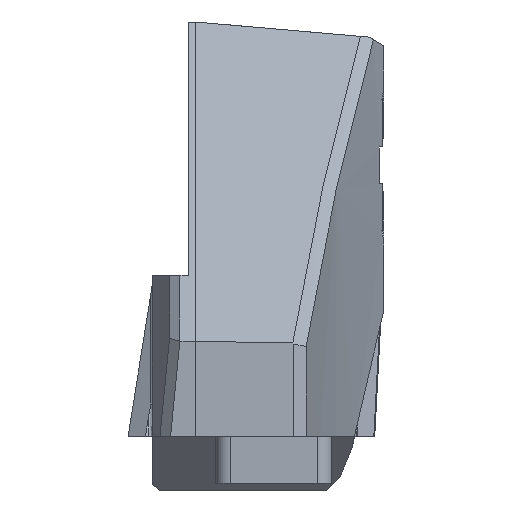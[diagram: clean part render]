
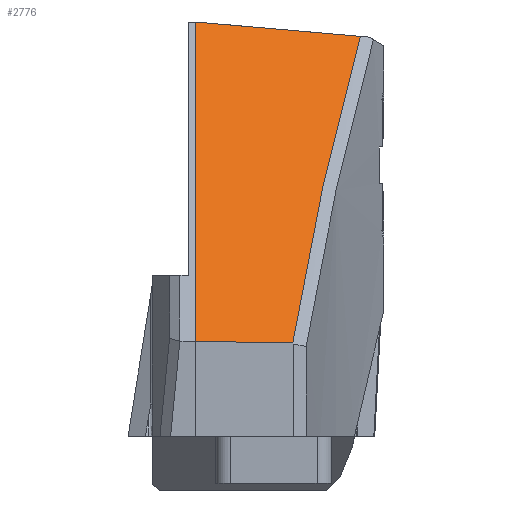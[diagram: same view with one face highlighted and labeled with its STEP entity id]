
A CAD part, left-side view. The second image highlights one B-rep face of the part: STEP entity #2776.
In plain terms, the highlighted planar face has unit normal (-0.829, -0.052, 0.557).
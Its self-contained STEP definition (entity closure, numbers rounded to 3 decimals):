
#132 = VECTOR ( 'NONE', #4089, 1000. ) ;
#357 = LINE ( 'NONE', #3207, #132 ) ;
#423 = DIRECTION ( 'NONE',  ( -0.829, -0.052, 0.557 ) ) ;
#626 = LINE ( 'NONE', #2470, #5702 ) ;
#889 = CARTESIAN_POINT ( 'NONE',  ( -76.932, 52., -18.945 ) ) ;
#1235 = CARTESIAN_POINT ( 'NONE',  ( -36.248, 13.737, 38.003 ) ) ;
#1427 = VERTEX_POINT ( 'NONE', #5473 ) ;
#1587 = EDGE_LOOP ( 'NONE', ( #3772, #4205, #4243, #2151 ) ) ;
#1747 = DIRECTION ( 'NONE',  ( 0.004, -0.996, -0.087 ) ) ;
#1787 = DIRECTION ( 'NONE',  ( -0.558, 0., -0.83 ) ) ;
#2151 = ORIENTED_EDGE ( 'NONE', *, *, #3597, .F. ) ;
#2164 = FACE_OUTER_BOUND ( 'NONE', #1587, .T. ) ;
#2470 = CARTESIAN_POINT ( 'NONE',  ( -17.378, -3.069, 64.506 ) ) ;
#2515 = VERTEX_POINT ( 'NONE', #889 ) ;
#2683 = CARTESIAN_POINT ( 'NONE',  ( -44.23, 52., 29.721 ) ) ;
#2745 = B_SPLINE_CURVE_WITH_KNOTS ( 'NONE', 3,
 ( #3550, #5403, #1235, #3092, #4486, #3886 ),
 .UNSPECIFIED., .F., .F.,
 ( 4, 2, 4 ),
 ( 0., 0.495, 1. ),
 .UNSPECIFIED. ) ;
#2776 = ADVANCED_FACE ( 'NONE', ( #2164 ), #3591, .T. ) ;
#3092 = CARTESIAN_POINT ( 'NONE',  ( -55.63, 19.979, 9.746 ) ) ;
#3207 = CARTESIAN_POINT ( 'NONE',  ( -74.223, 0.315, -19.771 ) ) ;
#3550 = CARTESIAN_POINT ( 'NONE',  ( -17.419, 6.517, 65.345 ) ) ;
#3591 = PLANE ( 'NONE',  #5893 ) ;
#3597 = EDGE_CURVE ( 'NONE', #4239, #5358, #2745, .T. ) ;
#3629 = LINE ( 'NONE', #2683, #5876 ) ;
#3640 = CARTESIAN_POINT ( 'NONE',  ( -17.419, 6.517, 65.345 ) ) ;
#3772 = ORIENTED_EDGE ( 'NONE', *, *, #3927, .F. ) ;
#3886 = CARTESIAN_POINT ( 'NONE',  ( -75.526, 25.184, -19.373 ) ) ;
#3927 = EDGE_CURVE ( 'NONE', #1427, #4239, #626, .T. ) ;
#4089 = DIRECTION ( 'NONE',  ( 0.052, -0.999, -0.016 ) ) ;
#4205 = ORIENTED_EDGE ( 'NONE', *, *, #5543, .T. ) ;
#4239 = VERTEX_POINT ( 'NONE', #3640 ) ;
#4243 = ORIENTED_EDGE ( 'NONE', *, *, #5489, .T. ) ;
#4486 = CARTESIAN_POINT ( 'NONE',  ( -65.533, 22.767, -4.729 ) ) ;
#4690 = CARTESIAN_POINT ( 'NONE',  ( -75.526, 25.184, -19.373 ) ) ;
#5072 = CARTESIAN_POINT ( 'NONE',  ( -41.968, 0., 28.201 ) ) ;
#5358 = VERTEX_POINT ( 'NONE', #4690 ) ;
#5403 = CARTESIAN_POINT ( 'NONE',  ( -26.765, 10.297, 51.793 ) ) ;
#5473 = CARTESIAN_POINT ( 'NONE',  ( -17.617, 52., 69.324 ) ) ;
#5489 = EDGE_CURVE ( 'NONE', #2515, #5358, #357, .T. ) ;
#5543 = EDGE_CURVE ( 'NONE', #1427, #2515, #3629, .T. ) ;
#5702 = VECTOR ( 'NONE', #1747, 1000. ) ;
#5876 = VECTOR ( 'NONE', #5997, 1000. ) ;
#5893 = AXIS2_PLACEMENT_3D ( 'NONE', #5072, #423, #1787 ) ;
#5997 = DIRECTION ( 'NONE',  ( -0.558, 0., -0.83 ) ) ;
